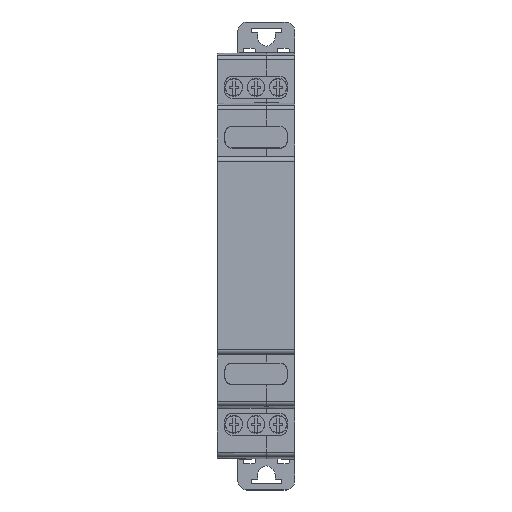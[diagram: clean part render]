
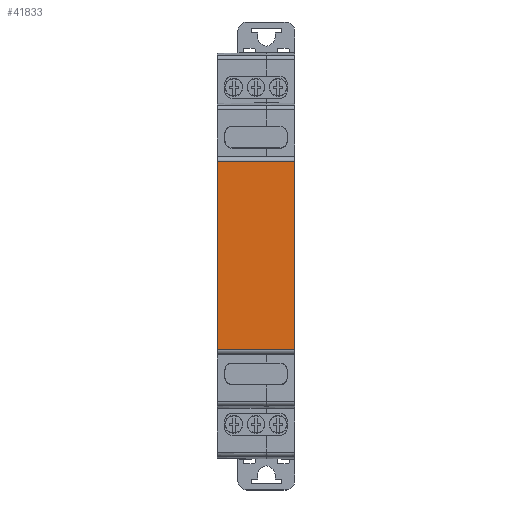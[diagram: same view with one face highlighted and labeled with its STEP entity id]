
A CAD part, top view. The second image highlights one B-rep face of the part: STEP entity #41833.
In plain terms, the highlighted planar face has unit normal (0, 0, 1).
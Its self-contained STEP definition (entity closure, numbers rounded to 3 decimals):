
#3769 = VECTOR ( 'NONE', #52105, 1000. ) ;
#4370 = DIRECTION ( 'NONE',  ( 0., 0., -1. ) ) ;
#4614 = DIRECTION ( 'NONE',  ( -1., 0., 0. ) ) ;
#5747 = CARTESIAN_POINT ( 'NONE',  ( 1.708, -9.529, 31.375 ) ) ;
#6243 = DIRECTION ( 'NONE',  ( 0., -1., 0. ) ) ;
#8137 = DIRECTION ( 'NONE',  ( 0., 1., 0. ) ) ;
#13392 = VERTEX_POINT ( 'NONE', #54161 ) ;
#14571 = EDGE_CURVE ( 'NONE', #34611, #32807, #50328, .T. ) ;
#14994 = CARTESIAN_POINT ( 'NONE',  ( 1.708, 33.671, 31.375 ) ) ;
#15347 = CARTESIAN_POINT ( 'NONE',  ( 19.458, -10.529, 31.375 ) ) ;
#22285 = PLANE ( 'NONE',  #36713 ) ;
#22681 = EDGE_CURVE ( 'NONE', #32807, #13392, #41317, .T. ) ;
#26876 = ORIENTED_EDGE ( 'NONE', *, *, #14571, .F. ) ;
#28356 = CARTESIAN_POINT ( 'NONE',  ( 19.458, 33.671, 31.375 ) ) ;
#28739 = ORIENTED_EDGE ( 'NONE', *, *, #22681, .F. ) ;
#32807 = VERTEX_POINT ( 'NONE', #48449 ) ;
#33724 = CARTESIAN_POINT ( 'NONE',  ( 1.708, -10.529, 31.375 ) ) ;
#34372 = EDGE_CURVE ( 'NONE', #13392, #55291, #38419, .T. ) ;
#34574 = VECTOR ( 'NONE', #6243, 1000. ) ;
#34611 = VERTEX_POINT ( 'NONE', #28356 ) ;
#35340 = CARTESIAN_POINT ( 'NONE',  ( 1.708, 33.671, 31.375 ) ) ;
#36713 = AXIS2_PLACEMENT_3D ( 'NONE', #49619, #4370, #44335 ) ;
#37723 = ORIENTED_EDGE ( 'NONE', *, *, #55997, .F. ) ;
#38419 = LINE ( 'NONE', #33724, #47674 ) ;
#38599 = LINE ( 'NONE', #35340, #3769 ) ;
#41317 = LINE ( 'NONE', #5747, #49008 ) ;
#41833 = ADVANCED_FACE ( 'NONE', ( #44910 ), #22285, .F. ) ;
#43695 = EDGE_LOOP ( 'NONE', ( #57104, #28739, #26876, #37723 ) ) ;
#44335 = DIRECTION ( 'NONE',  ( -1., 0., 0. ) ) ;
#44910 = FACE_OUTER_BOUND ( 'NONE', #43695, .T. ) ;
#47674 = VECTOR ( 'NONE', #8137, 1000. ) ;
#48449 = CARTESIAN_POINT ( 'NONE',  ( 19.458, -9.529, 31.375 ) ) ;
#49008 = VECTOR ( 'NONE', #4614, 1000. ) ;
#49619 = CARTESIAN_POINT ( 'NONE',  ( 1.708, -10.529, 31.375 ) ) ;
#50328 = LINE ( 'NONE', #15347, #34574 ) ;
#52105 = DIRECTION ( 'NONE',  ( 1., 0., 0. ) ) ;
#54161 = CARTESIAN_POINT ( 'NONE',  ( 1.708, -9.529, 31.375 ) ) ;
#55291 = VERTEX_POINT ( 'NONE', #14994 ) ;
#55997 = EDGE_CURVE ( 'NONE', #55291, #34611, #38599, .T. ) ;
#57104 = ORIENTED_EDGE ( 'NONE', *, *, #34372, .F. ) ;
